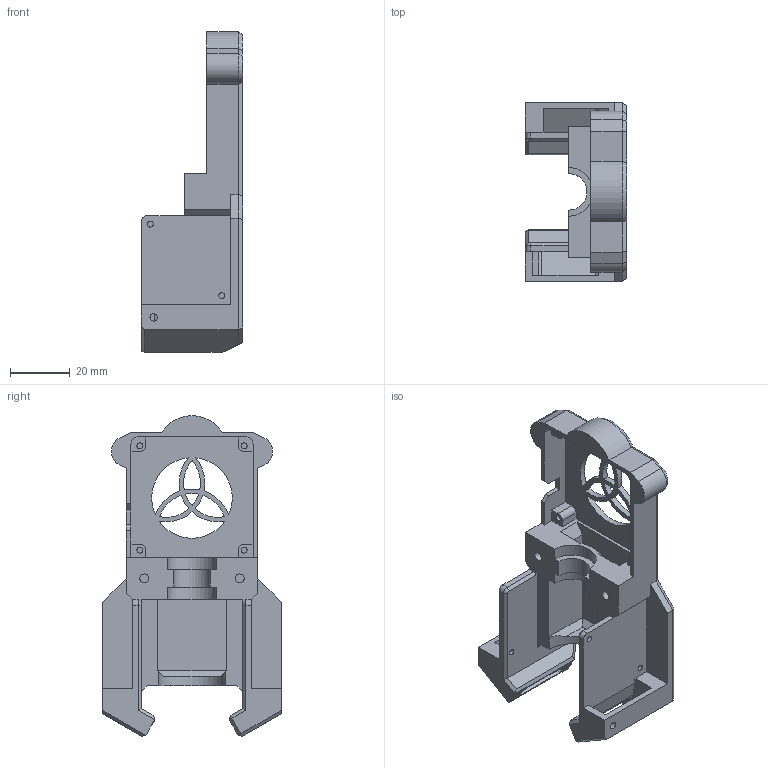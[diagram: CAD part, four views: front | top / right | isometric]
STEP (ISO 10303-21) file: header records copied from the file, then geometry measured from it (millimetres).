
FILE_DESCRIPTION(/* description */ (''),/* implementation_level */ '2;1');
FILE_NAME(/* name */ 'Triquetra Front.step',/* time_stamp */ '2021-04-06T21:30:15+02:00',/* author */ (''),/* organization */ (''),/* preprocessor_version */ 'ST-DEVELOPER v18.1',/* originating_system */ 'Autodesk Translation Framework v10.6.0.1341',/* authorisation */ '');
FILE_SCHEMA (('AUTOMOTIVE_DESIGN { 1 0 10303 214 3 1 1 }'));
Length unit declared in the file: millimetre
Products named in the file (1): Triquetra Front
Bounding box: 34 x 60 x 107.61 mm (x, y, z)
Volume: 38634.4 mm3; surface area: 24920.5 mm2
Topology: 1 solids, 1 shells, 366 faces, 983 edges, 640 vertices
Faces by surface type: plane 272, cylinder 73, bspline 12, cone 9
Full cylindrical faces by diameter (mm): 2 x8, 2.5 x4, 3 x2, 6 x2
Entity records: 11718 total; most frequent: CARTESIAN_POINT 2290, ORIENTED_EDGE 1966, DIRECTION 1814, EDGE_CURVE 983, LINE 790, VECTOR 790, VERTEX_POINT 640, AXIS2_PLACEMENT_3D 512
